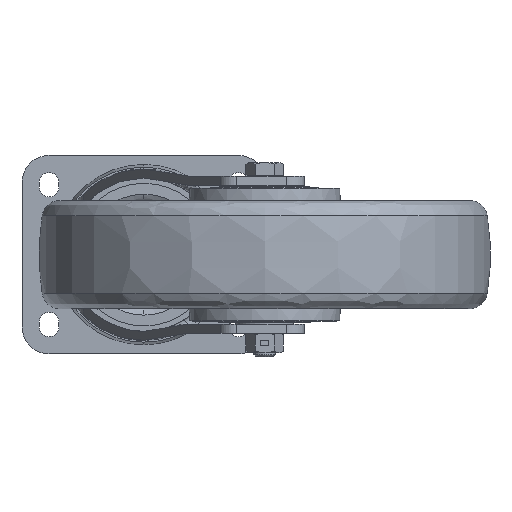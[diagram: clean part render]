
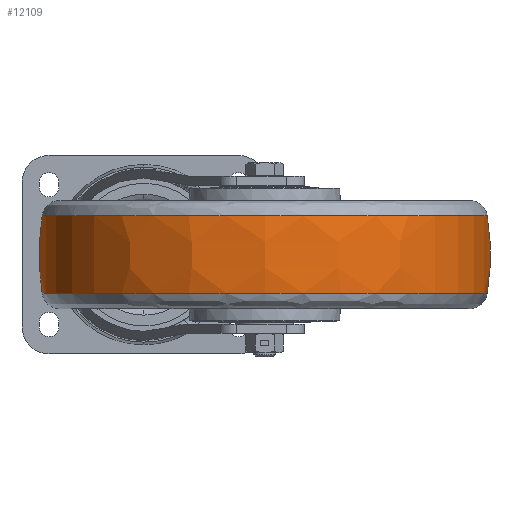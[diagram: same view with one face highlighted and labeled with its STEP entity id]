
A CAD part, front view. The second image highlights one B-rep face of the part: STEP entity #12109.
In plain terms, the highlighted free-form (B-spline) face has degree [3, 3] with [4, 4] control points.
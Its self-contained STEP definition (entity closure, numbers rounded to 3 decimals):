
#125 = CARTESIAN_POINT ( 'NONE',  ( 190.34, -418.681, 21.493 ) ) ;
#592 = AXIS2_PLACEMENT_3D ( 'NONE', #2955, #18155, #5157 ) ;
#1043 = VERTEX_POINT ( 'NONE', #15850 ) ;
#1308 = AXIS2_PLACEMENT_3D ( 'NONE', #23939, #10968, #26114 ) ;
#1741 = CIRCLE ( 'NONE', #592, 140. ) ;
#2047 = CARTESIAN_POINT ( 'NONE',  ( 52., -172., 0. ) ) ;
#2203 = CARTESIAN_POINT ( 'NONE',  ( -56.34, -418.681, -21.493 ) ) ;
#2298 = CARTESIAN_POINT ( 'NONE',  ( -56.34, -172., 21.493 ) ) ;
#2955 = CARTESIAN_POINT ( 'NONE',  ( 82., -172., 0. ) ) ;
#4226 = DIRECTION ( 'NONE',  ( 1., 0., 0. ) ) ;
#4407 = CARTESIAN_POINT ( 'NONE',  ( 192.558, -172., -7.221 ) ) ;
#4595 = CARTESIAN_POINT ( 'NONE',  ( 190.34, -172., 21.493 ) ) ;
#5157 = DIRECTION ( 'NONE',  ( -1., 0., 0. ) ) ;
#5626 = CARTESIAN_POINT ( 'NONE',  ( 67., -172., 21.493 ) ) ;
#6478 = VERTEX_POINT ( 'NONE', #4595 ) ;
#6524 = CARTESIAN_POINT ( 'NONE',  ( 190.34, -172., -21.493 ) ) ;
#6616 = CARTESIAN_POINT ( 'NONE',  ( -58.558, -423.115, -7.221 ) ) ;
#7025 = EDGE_CURVE ( 'NONE', #15829, #1043, #1741, .T. ) ;
#7815 = DIRECTION ( 'NONE',  ( -1., 0., 0. ) ) ;
#8786 = CARTESIAN_POINT ( 'NONE',  ( 192.558, -172., 7.221 ) ) ;
#8969 = EDGE_LOOP ( 'NONE', ( #10356, #19248, #17136, #12158 ) ) ;
#10356 = ORIENTED_EDGE ( 'NONE', *, *, #11233, .T. ) ;
#10967 = CARTESIAN_POINT ( 'NONE',  ( -58.558, -423.115, 7.221 ) ) ;
#10968 = DIRECTION ( 'NONE',  ( 0., 0., 1. ) ) ;
#11233 = EDGE_CURVE ( 'NONE', #15829, #19347, #11545, .T. ) ;
#11545 = CIRCLE ( 'NONE', #1308, 123.34 ) ;
#11896 = CIRCLE ( 'NONE', #12922, 123.34 ) ;
#12109 = ADVANCED_FACE ( 'NONE', ( #17936 ), #12705, .T. ) ;
#12158 = ORIENTED_EDGE ( 'NONE', *, *, #7025, .F. ) ;
#12705 =( BOUNDED_SURFACE ( )  B_SPLINE_SURFACE ( 3, 3, ( 
 ( #6524, #15241, #2203, #17421 ),
 ( #4407, #19592, #6616, #21784 ),
 ( #8786, #23937, #10967, #26113 ),
 ( #13137, #125, #15346, #2298 ) ),
 .UNSPECIFIED., .F., .F., .F. ) 
 B_SPLINE_SURFACE_WITH_KNOTS ( ( 4, 4 ),
 ( 4, 4 ),
 ( 0., 1. ),
 ( 0., 1. ),
 .UNSPECIFIED. ) 
 GEOMETRIC_REPRESENTATION_ITEM ( )  RATIONAL_B_SPLINE_SURFACE ( (
 ( 1., 0.333, 0.333, 1.),
 ( 0.992, 0.331, 0.331, 0.992),
 ( 0.992, 0.331, 0.331, 0.992),
 ( 1., 0.333, 0.333, 1.) ) ) 
 REPRESENTATION_ITEM ( '' )  SURFACE ( )  );
#12922 = AXIS2_PLACEMENT_3D ( 'NONE', #5626, #20812, #7815 ) ;
#13137 = CARTESIAN_POINT ( 'NONE',  ( 190.34, -172., 21.493 ) ) ;
#14484 = CARTESIAN_POINT ( 'NONE',  ( -56.34, -172., -21.493 ) ) ;
#15241 = CARTESIAN_POINT ( 'NONE',  ( 190.34, -418.681, -21.493 ) ) ;
#15346 = CARTESIAN_POINT ( 'NONE',  ( -56.34, -418.681, 21.493 ) ) ;
#15829 = VERTEX_POINT ( 'NONE', #14484 ) ;
#15850 = CARTESIAN_POINT ( 'NONE',  ( -56.34, -172., 21.493 ) ) ;
#15904 = AXIS2_PLACEMENT_3D ( 'NONE', #2047, #17258, #4226 ) ;
#16729 = CARTESIAN_POINT ( 'NONE',  ( 190.34, -172., -21.493 ) ) ;
#17136 = ORIENTED_EDGE ( 'NONE', *, *, #19320, .T. ) ;
#17258 = DIRECTION ( 'NONE',  ( 0., -1., 0. ) ) ;
#17421 = CARTESIAN_POINT ( 'NONE',  ( -56.34, -172., -21.493 ) ) ;
#17936 = FACE_OUTER_BOUND ( 'NONE', #8969, .T. ) ;
#18155 = DIRECTION ( 'NONE',  ( 0., 1., 0. ) ) ;
#19248 = ORIENTED_EDGE ( 'NONE', *, *, #25025, .T. ) ;
#19320 = EDGE_CURVE ( 'NONE', #6478, #1043, #11896, .T. ) ;
#19347 = VERTEX_POINT ( 'NONE', #16729 ) ;
#19592 = CARTESIAN_POINT ( 'NONE',  ( 192.558, -423.115, -7.221 ) ) ;
#20812 = DIRECTION ( 'NONE',  ( 0., 0., -1. ) ) ;
#21784 = CARTESIAN_POINT ( 'NONE',  ( -58.558, -172., -7.221 ) ) ;
#23937 = CARTESIAN_POINT ( 'NONE',  ( 192.558, -423.115, 7.221 ) ) ;
#23939 = CARTESIAN_POINT ( 'NONE',  ( 67., -172., -21.493 ) ) ;
#25025 = EDGE_CURVE ( 'NONE', #19347, #6478, #27950, .T. ) ;
#26113 = CARTESIAN_POINT ( 'NONE',  ( -58.558, -172., 7.221 ) ) ;
#26114 = DIRECTION ( 'NONE',  ( -1., 0., 0. ) ) ;
#27950 = CIRCLE ( 'NONE', #15904, 140. ) ;
